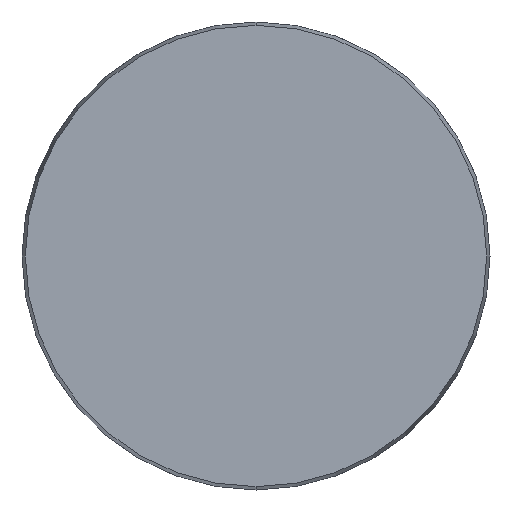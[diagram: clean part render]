
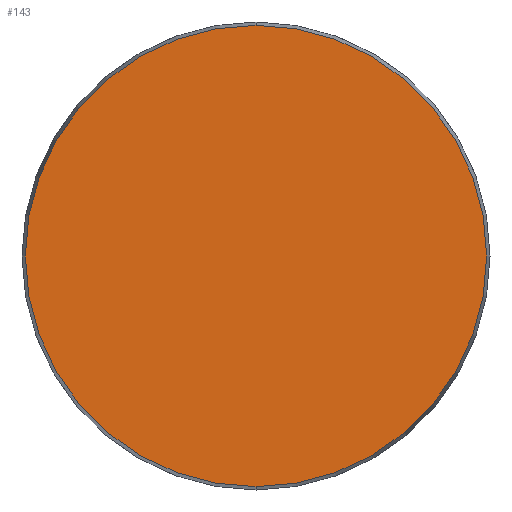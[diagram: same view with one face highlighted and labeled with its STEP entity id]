
A CAD part, front view. The second image highlights one B-rep face of the part: STEP entity #143.
In plain terms, the highlighted planar face has unit normal (0, -1, 0).
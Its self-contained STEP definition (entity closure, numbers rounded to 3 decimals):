
#33 = CIRCLE ( 'NONE', #699, 59.143 ) ;
#54 = EDGE_LOOP ( 'NONE', ( #811, #328 ) ) ;
#74 = AXIS2_PLACEMENT_3D ( 'NONE', #457, #983, #1274 ) ;
#88 = PLANE ( 'NONE',  #1069 ) ;
#143 = ADVANCED_FACE ( 'NONE', ( #603 ), #88, .F. ) ;
#328 = ORIENTED_EDGE ( 'NONE', *, *, #907, .T. ) ;
#420 = CIRCLE ( 'NONE', #74, 59.143 ) ;
#428 = CARTESIAN_POINT ( 'NONE',  ( -59.143, 0., 0. ) ) ;
#457 = CARTESIAN_POINT ( 'NONE',  ( 0., 0., 0. ) ) ;
#549 = DIRECTION ( 'NONE',  ( 0., -1., 0. ) ) ;
#603 = FACE_OUTER_BOUND ( 'NONE', #54, .T. ) ;
#660 = CARTESIAN_POINT ( 'NONE',  ( 0., 0., 0. ) ) ;
#695 = VERTEX_POINT ( 'NONE', #732 ) ;
#699 = AXIS2_PLACEMENT_3D ( 'NONE', #660, #549, #887 ) ;
#732 = CARTESIAN_POINT ( 'NONE',  ( 0., 0., 59.143 ) ) ;
#811 = ORIENTED_EDGE ( 'NONE', *, *, #900, .T. ) ;
#887 = DIRECTION ( 'NONE',  ( 0., 0., -1. ) ) ;
#900 = EDGE_CURVE ( 'NONE', #695, #968, #420, .T. ) ;
#907 = EDGE_CURVE ( 'NONE', #968, #695, #33, .T. ) ;
#968 = VERTEX_POINT ( 'NONE', #1190 ) ;
#983 = DIRECTION ( 'NONE',  ( 0., -1., 0. ) ) ;
#1069 = AXIS2_PLACEMENT_3D ( 'NONE', #428, #1163, #1244 ) ;
#1163 = DIRECTION ( 'NONE',  ( 0., 1., 0. ) ) ;
#1190 = CARTESIAN_POINT ( 'NONE',  ( 0., 0., -59.143 ) ) ;
#1244 = DIRECTION ( 'NONE',  ( 0., 0., 1. ) ) ;
#1274 = DIRECTION ( 'NONE',  ( 0., 0., -1. ) ) ;
